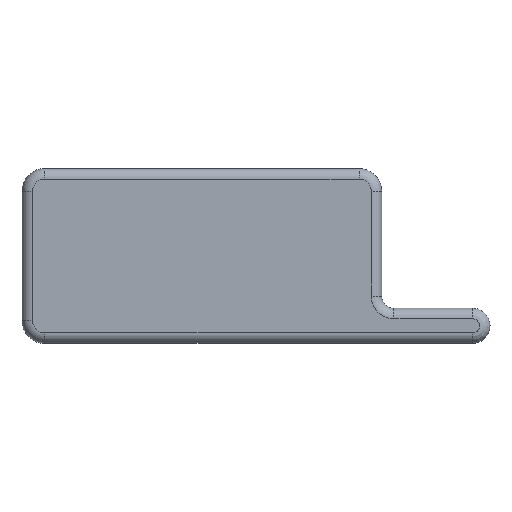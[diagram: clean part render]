
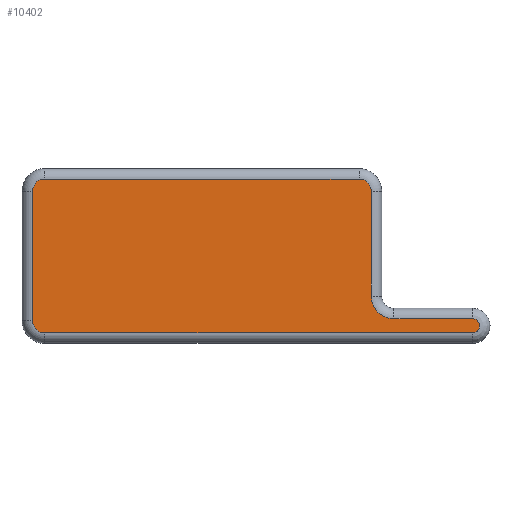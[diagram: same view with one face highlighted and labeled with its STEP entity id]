
A CAD part, top view. The second image highlights one B-rep face of the part: STEP entity #10402.
In plain terms, the highlighted planar face has unit normal (0, 0, 1).
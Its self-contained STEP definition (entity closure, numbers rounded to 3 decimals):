
#266=PLANE('',#11404);
#557=LINE('',#17245,#1151);
#558=LINE('',#17256,#1152);
#560=LINE('',#17280,#1154);
#561=LINE('',#17288,#1155);
#562=LINE('',#17296,#1156);
#1151=VECTOR('',#13512,10.);
#1152=VECTOR('',#13525,10.);
#1154=VECTOR('',#13537,10.);
#1155=VECTOR('',#13548,10.);
#1156=VECTOR('',#13559,10.);
#2042=FACE_OUTER_BOUND('',#2768,.T.);
#2768=EDGE_LOOP('',(#7747,#7748,#7749,#7750,#7751,#7752,#7753,#7754,#7755,
#7756));
#3718=CIRCLE('',#11380,3.5);
#3722=CIRCLE('',#11385,2.);
#3726=CIRCLE('',#11391,6.5);
#3729=CIRCLE('',#11396,3.5);
#3731=CIRCLE('',#11400,3.5);
#4589=VERTEX_POINT('',#17241);
#4590=VERTEX_POINT('',#17243);
#4592=VERTEX_POINT('',#17248);
#4594=VERTEX_POINT('',#17254);
#4595=VERTEX_POINT('',#17273);
#4596=VERTEX_POINT('',#17278);
#4597=VERTEX_POINT('',#17282);
#4598=VERTEX_POINT('',#17286);
#4599=VERTEX_POINT('',#17290);
#4600=VERTEX_POINT('',#17294);
#5694=EDGE_CURVE('',#4590,#4589,#557,.T.);
#5696=EDGE_CURVE('',#4592,#4590,#3718,.T.);
#5699=EDGE_CURVE('',#4594,#4592,#558,.T.);
#5702=EDGE_CURVE('',#4595,#4594,#3722,.T.);
#5705=EDGE_CURVE('',#4596,#4595,#560,.T.);
#5707=EDGE_CURVE('',#4597,#4596,#3726,.T.);
#5709=EDGE_CURVE('',#4598,#4597,#561,.T.);
#5711=EDGE_CURVE('',#4599,#4598,#3729,.T.);
#5713=EDGE_CURVE('',#4600,#4599,#562,.T.);
#5714=EDGE_CURVE('',#4589,#4600,#3731,.T.);
#7747=ORIENTED_EDGE('',*,*,#5694,.F.);
#7748=ORIENTED_EDGE('',*,*,#5696,.F.);
#7749=ORIENTED_EDGE('',*,*,#5699,.F.);
#7750=ORIENTED_EDGE('',*,*,#5702,.F.);
#7751=ORIENTED_EDGE('',*,*,#5705,.F.);
#7752=ORIENTED_EDGE('',*,*,#5707,.F.);
#7753=ORIENTED_EDGE('',*,*,#5709,.F.);
#7754=ORIENTED_EDGE('',*,*,#5711,.F.);
#7755=ORIENTED_EDGE('',*,*,#5713,.F.);
#7756=ORIENTED_EDGE('',*,*,#5714,.F.);
#10402=ADVANCED_FACE('',(#2042),#266,.T.);
#11380=AXIS2_PLACEMENT_3D('',#17250,#13517,#13518);
#11385=AXIS2_PLACEMENT_3D('',#17275,#13529,#13530);
#11391=AXIS2_PLACEMENT_3D('',#17284,#13542,#13543);
#11396=AXIS2_PLACEMENT_3D('',#17292,#13553,#13554);
#11400=AXIS2_PLACEMENT_3D('',#17298,#13562,#13563);
#11404=AXIS2_PLACEMENT_3D('',#17304,#13572,#13573);
#13512=DIRECTION('',(0.,1.,0.));
#13517=DIRECTION('center_axis',(0.,0.,-1.));
#13518=DIRECTION('ref_axis',(-0.707,-0.707,0.));
#13525=DIRECTION('',(-1.,0.,0.));
#13529=DIRECTION('center_axis',(0.,0.,-1.));
#13530=DIRECTION('ref_axis',(1.,0.,0.));
#13537=DIRECTION('',(1.,0.,0.));
#13542=DIRECTION('center_axis',(0.,0.,1.));
#13543=DIRECTION('ref_axis',(-0.707,-0.707,0.));
#13548=DIRECTION('',(0.,-1.,0.));
#13553=DIRECTION('center_axis',(0.,0.,-1.));
#13554=DIRECTION('ref_axis',(0.707,0.707,0.));
#13559=DIRECTION('',(1.,0.,0.));
#13562=DIRECTION('center_axis',(0.,0.,-1.));
#13563=DIRECTION('ref_axis',(-0.707,0.707,0.));
#13572=DIRECTION('center_axis',(0.,0.,1.));
#13573=DIRECTION('ref_axis',(-1.,0.,0.));
#17241=CARTESIAN_POINT('',(-41.,15.,15.));
#17243=CARTESIAN_POINT('',(-41.,-22.,15.));
#17245=CARTESIAN_POINT('',(-41.,5.75,15.));
#17248=CARTESIAN_POINT('',(-37.5,-25.5,15.));
#17250=CARTESIAN_POINT('Origin',(-37.5,-22.,15.));
#17254=CARTESIAN_POINT('',(85.,-25.5,15.));
#17256=CARTESIAN_POINT('',(-8.,-25.5,15.));
#17273=CARTESIAN_POINT('',(85.,-21.5,15.));
#17275=CARTESIAN_POINT('Origin',(85.,-23.5,15.));
#17278=CARTESIAN_POINT('',(62.5,-21.5,15.));
#17280=CARTESIAN_POINT('',(51.75,-21.5,15.));
#17282=CARTESIAN_POINT('',(56.,-15.,15.));
#17284=CARTESIAN_POINT('Origin',(62.5,-15.,15.));
#17286=CARTESIAN_POINT('',(56.,15.,15.));
#17288=CARTESIAN_POINT('',(56.,-9.25,15.));
#17290=CARTESIAN_POINT('',(52.5,18.5,15.));
#17292=CARTESIAN_POINT('Origin',(52.5,15.,15.));
#17294=CARTESIAN_POINT('',(-37.5,18.5,15.));
#17296=CARTESIAN_POINT('',(37.,18.5,15.));
#17298=CARTESIAN_POINT('Origin',(-37.5,15.,15.));
#17304=CARTESIAN_POINT('Origin',(21.5,-3.5,15.));
